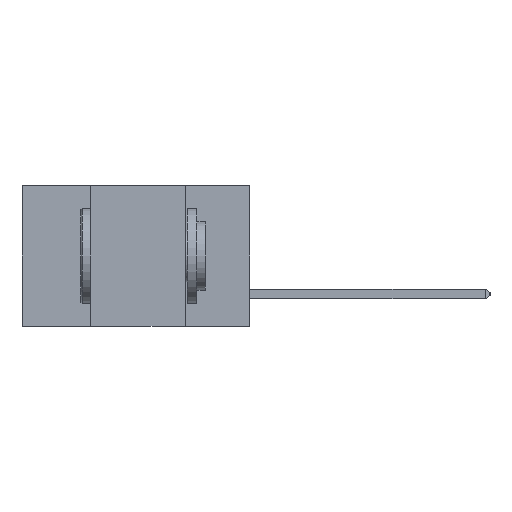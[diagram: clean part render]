
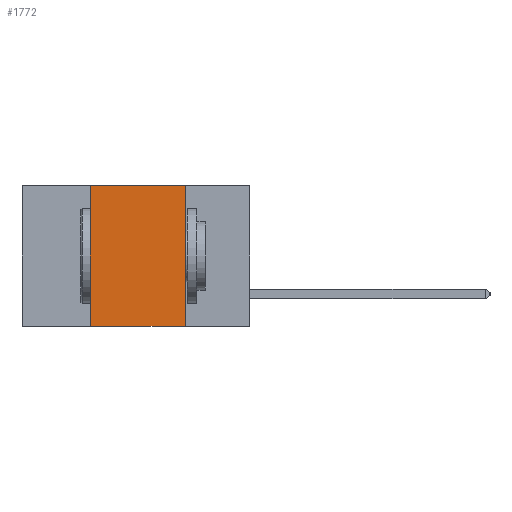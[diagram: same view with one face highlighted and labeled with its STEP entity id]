
A CAD part, left-side view. The second image highlights one B-rep face of the part: STEP entity #1772.
In plain terms, the highlighted planar face has unit normal (-1, 0, 0).
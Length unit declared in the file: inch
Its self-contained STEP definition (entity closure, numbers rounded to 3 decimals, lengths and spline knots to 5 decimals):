
#107 = EDGE_CURVE ( 'NONE', #12440, #1068, #7511, .T. ) ;
#1068 = VERTEX_POINT ( 'NONE', #12723 ) ;
#1168 = CARTESIAN_POINT ( 'NONE',  ( 0., 0.17, 0. ) ) ;
#1772 = ADVANCED_FACE ( 'NONE', ( #4618 ), #2635, .F. ) ;
#2541 = ORIENTED_EDGE ( 'NONE', *, *, #7848, .T. ) ;
#2635 = PLANE ( 'NONE',  #12843 ) ;
#2643 = CARTESIAN_POINT ( 'NONE',  ( 0., 0.6, -0.37 ) ) ;
#3259 = LINE ( 'NONE', #1168, #11483 ) ;
#3458 = VECTOR ( 'NONE', #9126, 39.37008 ) ;
#3795 = VERTEX_POINT ( 'NONE', #5048 ) ;
#3815 = VECTOR ( 'NONE', #4682, 39.37008 ) ;
#4291 = VECTOR ( 'NONE', #6945, 39.37008 ) ;
#4414 = ORIENTED_EDGE ( 'NONE', *, *, #107, .F. ) ;
#4475 = DIRECTION ( 'NONE',  ( 0., 0., -1. ) ) ;
#4618 = FACE_OUTER_BOUND ( 'NONE', #4793, .T. ) ;
#4682 = DIRECTION ( 'NONE',  ( 0., -1., 0. ) ) ;
#4718 = CARTESIAN_POINT ( 'NONE',  ( 0., 0.6, 0. ) ) ;
#4793 = EDGE_LOOP ( 'NONE', ( #10309, #4938, #4414, #2541 ) ) ;
#4938 = ORIENTED_EDGE ( 'NONE', *, *, #5852, .F. ) ;
#5048 = CARTESIAN_POINT ( 'NONE',  ( 0., 0.17, -0.37 ) ) ;
#5201 = DIRECTION ( 'NONE',  ( 0., 0., -1. ) ) ;
#5852 = EDGE_CURVE ( 'NONE', #1068, #11976, #6671, .T. ) ;
#6671 = LINE ( 'NONE', #4718, #3815 ) ;
#6945 = DIRECTION ( 'NONE',  ( 0., 0., 1. ) ) ;
#7511 = LINE ( 'NONE', #13623, #4291 ) ;
#7848 = EDGE_CURVE ( 'NONE', #12440, #3795, #9219, .T. ) ;
#8933 = EDGE_CURVE ( 'NONE', #11976, #3795, #3259, .T. ) ;
#9126 = DIRECTION ( 'NONE',  ( 0., -1., 0. ) ) ;
#9219 = LINE ( 'NONE', #2643, #3458 ) ;
#9458 = DIRECTION ( 'NONE',  ( 1., 0., 0. ) ) ;
#9655 = CARTESIAN_POINT ( 'NONE',  ( 0., 0.17, 0. ) ) ;
#10309 = ORIENTED_EDGE ( 'NONE', *, *, #8933, .F. ) ;
#11483 = VECTOR ( 'NONE', #4475, 39.37008 ) ;
#11976 = VERTEX_POINT ( 'NONE', #9655 ) ;
#12440 = VERTEX_POINT ( 'NONE', #12935 ) ;
#12723 = CARTESIAN_POINT ( 'NONE',  ( 0., 0.42, 0. ) ) ;
#12825 = CARTESIAN_POINT ( 'NONE',  ( 0., 0.6, 0. ) ) ;
#12843 = AXIS2_PLACEMENT_3D ( 'NONE', #12825, #9458, #5201 ) ;
#12935 = CARTESIAN_POINT ( 'NONE',  ( 0., 0.42, -0.37 ) ) ;
#13623 = CARTESIAN_POINT ( 'NONE',  ( 0., 0.42, 0. ) ) ;
